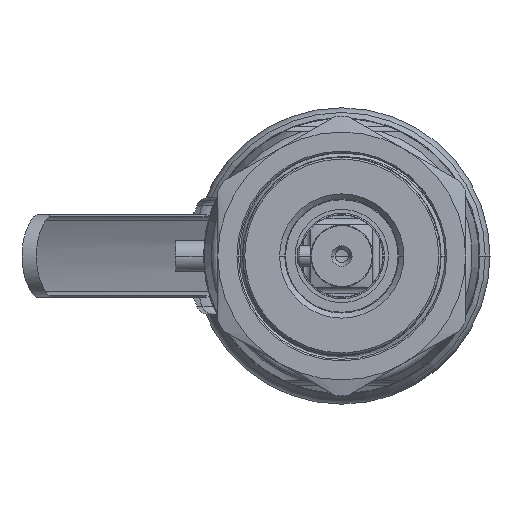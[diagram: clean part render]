
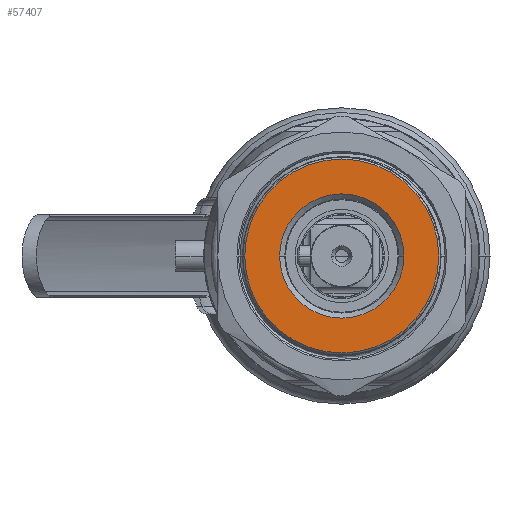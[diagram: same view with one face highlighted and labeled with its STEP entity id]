
A CAD part, left-side view. The second image highlights one B-rep face of the part: STEP entity #57407.
In plain terms, the highlighted planar face has unit normal (-1, 0, 0).
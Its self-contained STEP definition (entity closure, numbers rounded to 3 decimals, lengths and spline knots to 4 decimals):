
#52155=CARTESIAN_POINT('',(-9.3028,0.,0.));
#52156=DIRECTION('',(-1.,0.,0.));
#52157=DIRECTION('',(0.,1.,0.));
#52158=AXIS2_PLACEMENT_3D('',#52155,#52156,#52157);
#52160=CARTESIAN_POINT('',(-9.3028,0.,0.));
#52161=DIRECTION('',(-1.,0.,0.));
#52162=DIRECTION('',(0.,-1.,0.));
#52163=AXIS2_PLACEMENT_3D('',#52160,#52161,#52162);
#53230=CARTESIAN_POINT('',(-9.3028,0.,0.));
#53231=DIRECTION('',(-1.,0.,0.));
#53232=DIRECTION('',(0.,1.,0.));
#53233=AXIS2_PLACEMENT_3D('',#53230,#53231,#53232);
#53244=CARTESIAN_POINT('',(-9.3028,0.,0.));
#53245=DIRECTION('',(1.,0.,0.));
#53246=DIRECTION('',(0.,1.,0.));
#53247=AXIS2_PLACEMENT_3D('',#53244,#53245,#53246);
#55722=CARTESIAN_POINT('',(-9.3028,0.585,0.));
#55723=CARTESIAN_POINT('',(-9.3028,-0.585,0.));
#55724=VERTEX_POINT('',#55722);
#55725=VERTEX_POINT('',#55723);
#55758=CARTESIAN_POINT('',(-9.3028,0.3748,0.));
#55759=CARTESIAN_POINT('',(-9.3028,-0.3748,0.));
#55760=VERTEX_POINT('',#55758);
#55761=VERTEX_POINT('',#55759);
#57390=CARTESIAN_POINT('',(-9.3028,0.,0.));
#57391=DIRECTION('',(1.,0.,0.));
#57392=DIRECTION('',(0.,-1.,0.));
#57393=AXIS2_PLACEMENT_3D('',#57390,#57391,#57392);
#57394=PLANE('',#57393);
#57396=ORIENTED_EDGE('',*,*,#57395,.F.);
#57398=ORIENTED_EDGE('',*,*,#57397,.F.);
#57399=EDGE_LOOP('',(#57396,#57398));
#57400=FACE_OUTER_BOUND('',#57399,.F.);
#57402=ORIENTED_EDGE('',*,*,#57401,.F.);
#57404=ORIENTED_EDGE('',*,*,#57403,.T.);
#57405=EDGE_LOOP('',(#57402,#57404));
#57406=FACE_BOUND('',#57405,.F.);
#57407=ADVANCED_FACE('',(#57400,#57406),#57394,.F.);
#52159=CIRCLE('',#52158,0.585);
#52164=CIRCLE('',#52163,0.585);
#53234=CIRCLE('',#53233,0.3748);
#53248=CIRCLE('',#53247,0.3748);
#57395=EDGE_CURVE('',#55724,#55725,#52159,.T.);
#57397=EDGE_CURVE('',#55725,#55724,#52164,.T.);
#57401=EDGE_CURVE('',#55760,#55761,#53248,.T.);
#57403=EDGE_CURVE('',#55760,#55761,#53234,.T.);
